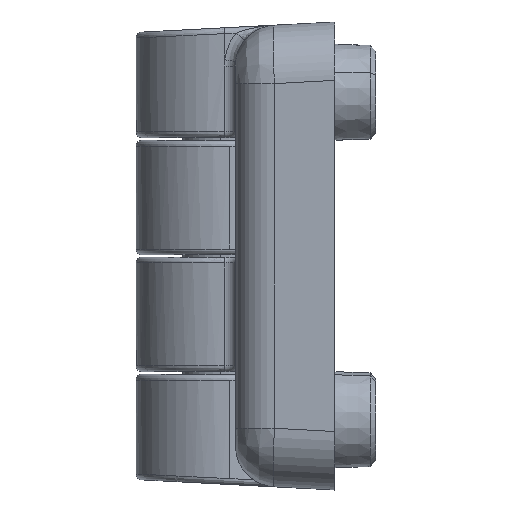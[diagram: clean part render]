
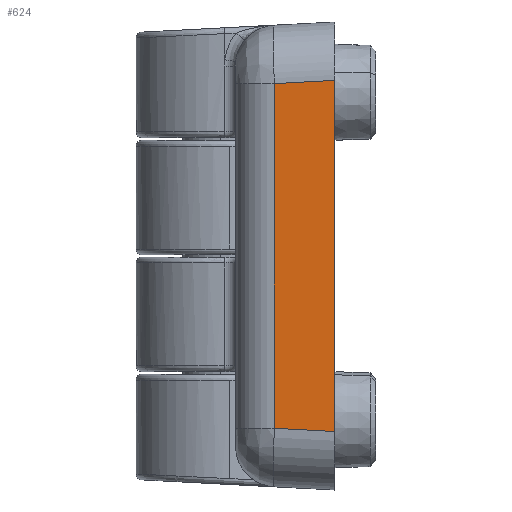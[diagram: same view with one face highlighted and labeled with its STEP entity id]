
A CAD part, left-side view. The second image highlights one B-rep face of the part: STEP entity #624.
In plain terms, the highlighted planar face has unit normal (-0.999, 0.052, 0).
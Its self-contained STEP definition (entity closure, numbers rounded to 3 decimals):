
#624=ADVANCED_FACE('NONE',(#1676),#1677,.T.);
#1676=FACE_OUTER_BOUND('',#3208,.T.);
#1677=PLANE('',#3209);
#3208=EDGE_LOOP('',(#8530,#8531,#8532,#8533));
#3209=AXIS2_PLACEMENT_3D('',#8534,#8535,#8536);
#8530=ORIENTED_EDGE('',*,*,#12482,.T.);
#8531=ORIENTED_EDGE('',*,*,#12483,.T.);
#8532=ORIENTED_EDGE('',*,*,#12484,.T.);
#8533=ORIENTED_EDGE('',*,*,#12439,.T.);
#8534=CARTESIAN_POINT('',(-30.0,-9.0,-19.99));
#8535=DIRECTION('',(-0.999,0.052,0.));
#8536=DIRECTION('',(0.,0.,1.0));
#12439=EDGE_CURVE('NONE',#14165,#14163,#14166,.T.);
#12482=EDGE_CURVE('NONE',#14163,#14243,#14244,.T.);
#12483=EDGE_CURVE('NONE',#14243,#14245,#14246,.T.);
#12484=EDGE_CURVE('NONE',#14245,#14165,#14247,.T.);
#14163=VERTEX_POINT('NONE',#16866);
#14165=VERTEX_POINT('NONE',#16878);
#14166=LINE('',#16879,#16880);
#14243=VERTEX_POINT('NONE',#17095);
#14244=LINE('',#17096,#17097);
#14245=VERTEX_POINT('NONE',#17098);
#14246=LINE('',#17099,#17100);
#14247=LINE('',#17101,#17102);
#16866=CARTESIAN_POINT('',(-30.0,-9.0,15.017));
#16878=CARTESIAN_POINT('',(-30.0,-9.0,-14.997));
#16879=CARTESIAN_POINT('',(-30.0,-9.0,-19.99));
#16880=VECTOR('',#22148,1000.0);
#17095=CARTESIAN_POINT('',(-29.728,-3.817,14.745));
#17096=CARTESIAN_POINT('',(-29.904,-7.175,14.921));
#17097=VECTOR('',#22197,1000.0);
#17098=CARTESIAN_POINT('',(-29.728,-3.817,-14.725));
#17099=CARTESIAN_POINT('',(-29.728,-3.817,-19.99));
#17100=VECTOR('',#22198,1000.0);
#17101=CARTESIAN_POINT('',(-30.014,-9.26,-15.01));
#17102=VECTOR('',#22199,1000.0);
#22148=DIRECTION('',(0.,0.,1.0));
#22197=DIRECTION('',(0.052,0.997,-0.052));
#22198=DIRECTION('',(0.,0.,-1.0));
#22199=DIRECTION('',(-0.052,-0.997,-0.052));
